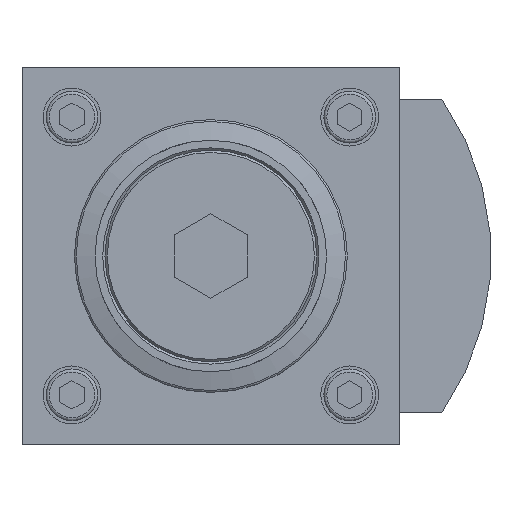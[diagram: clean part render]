
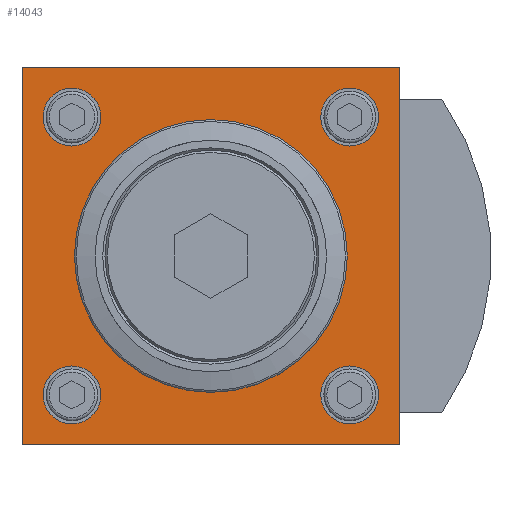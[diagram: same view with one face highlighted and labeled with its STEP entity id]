
A CAD part, front view. The second image highlights one B-rep face of the part: STEP entity #14043.
In plain terms, the highlighted planar face has unit normal (0, -1, 0).
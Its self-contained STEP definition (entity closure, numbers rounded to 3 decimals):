
#290=PLANE('',#14811);
#1083=LINE('',#19770,#2063);
#1086=LINE('',#19776,#2066);
#1089=LINE('',#19782,#2069);
#1092=LINE('',#19787,#2072);
#2063=VECTOR('',#16644,1000.);
#2066=VECTOR('',#16649,1000.);
#2069=VECTOR('',#16654,1000.);
#2072=VECTOR('',#16659,1000.);
#2616=CIRCLE('',#14812,4.75);
#2617=CIRCLE('',#14813,4.75);
#2618=CIRCLE('',#14814,4.75);
#2619=CIRCLE('',#14815,4.75);
#2620=CIRCLE('',#14816,22.4);
#3997=ORIENTED_EDGE('',*,*,#6265,.F.);
#3998=ORIENTED_EDGE('',*,*,#6266,.F.);
#3999=ORIENTED_EDGE('',*,*,#6267,.F.);
#4000=ORIENTED_EDGE('',*,*,#6268,.F.);
#4001=ORIENTED_EDGE('',*,*,#6269,.F.);
#4002=ORIENTED_EDGE('',*,*,#6255,.F.);
#4003=ORIENTED_EDGE('',*,*,#6264,.F.);
#4004=ORIENTED_EDGE('',*,*,#6261,.F.);
#4005=ORIENTED_EDGE('',*,*,#6258,.F.);
#6255=EDGE_CURVE('',#7425,#7426,#1083,.T.);
#6258=EDGE_CURVE('',#7426,#7428,#1086,.T.);
#6261=EDGE_CURVE('',#7428,#7430,#1089,.T.);
#6264=EDGE_CURVE('',#7430,#7425,#1092,.T.);
#6265=EDGE_CURVE('',#7431,#7431,#2616,.T.);
#6266=EDGE_CURVE('',#7432,#7432,#2617,.T.);
#6267=EDGE_CURVE('',#7433,#7433,#2618,.T.);
#6268=EDGE_CURVE('',#7434,#7434,#2619,.T.);
#6269=EDGE_CURVE('',#7435,#7435,#2620,.F.);
#7425=VERTEX_POINT('',#19769);
#7426=VERTEX_POINT('',#19771);
#7428=VERTEX_POINT('',#19777);
#7430=VERTEX_POINT('',#19783);
#7431=VERTEX_POINT('',#19790);
#7432=VERTEX_POINT('',#19792);
#7433=VERTEX_POINT('',#19794);
#7434=VERTEX_POINT('',#19796);
#7435=VERTEX_POINT('',#19798);
#8201=EDGE_LOOP('',(#3997));
#8202=EDGE_LOOP('',(#3998));
#8203=EDGE_LOOP('',(#3999));
#8204=EDGE_LOOP('',(#4000));
#8205=EDGE_LOOP('',(#4001));
#8206=EDGE_LOOP('',(#4002,#4003,#4004,#4005));
#8964=FACE_BOUND('',#8201,.T.);
#8965=FACE_BOUND('',#8202,.T.);
#8966=FACE_BOUND('',#8203,.T.);
#8967=FACE_BOUND('',#8204,.T.);
#8968=FACE_BOUND('',#8205,.T.);
#8969=FACE_BOUND('',#8206,.T.);
#14043=ADVANCED_FACE('',(#8964,#8965,#8966,#8967,#8968,#8969),#290,.F.);
#14811=AXIS2_PLACEMENT_3D('',#19788,#16660,#16661);
#14812=AXIS2_PLACEMENT_3D('',#19789,#16662,#16663);
#14813=AXIS2_PLACEMENT_3D('',#19791,#16664,#16665);
#14814=AXIS2_PLACEMENT_3D('',#19793,#16666,#16667);
#14815=AXIS2_PLACEMENT_3D('',#19795,#16668,#16669);
#14816=AXIS2_PLACEMENT_3D('',#19797,#16670,#16671);
#16644=DIRECTION('',(0.,0.,1.));
#16649=DIRECTION('',(1.,0.,0.));
#16654=DIRECTION('',(0.,0.,-1.));
#16659=DIRECTION('',(-1.,0.,0.));
#16660=DIRECTION('',(0.,1.,0.));
#16661=DIRECTION('',(0.,0.,1.));
#16662=DIRECTION('',(0.,-1.,0.));
#16663=DIRECTION('',(0.,0.,-1.));
#16664=DIRECTION('',(0.,-1.,0.));
#16665=DIRECTION('',(0.,0.,-1.));
#16666=DIRECTION('',(0.,-1.,0.));
#16667=DIRECTION('',(0.,0.,-1.));
#16668=DIRECTION('',(0.,-1.,0.));
#16669=DIRECTION('',(0.,0.,-1.));
#16670=DIRECTION('',(0.,1.,0.));
#16671=DIRECTION('',(0.,0.,1.));
#19769=CARTESIAN_POINT('',(-30.99,-58.5,-30.99));
#19770=CARTESIAN_POINT('',(-30.99,-58.5,-30.99));
#19771=CARTESIAN_POINT('',(-30.99,-58.5,30.99));
#19776=CARTESIAN_POINT('',(-30.99,-58.5,30.99));
#19777=CARTESIAN_POINT('',(30.99,-58.5,30.99));
#19782=CARTESIAN_POINT('',(30.99,-58.5,30.99));
#19783=CARTESIAN_POINT('',(30.99,-58.5,-30.99));
#19787=CARTESIAN_POINT('',(30.99,-58.5,-30.99));
#19788=CARTESIAN_POINT('',(0.,-58.5,0.));
#19789=CARTESIAN_POINT('',(-22.8,-58.5,22.8));
#19790=CARTESIAN_POINT('',(-22.8,-58.5,18.05));
#19791=CARTESIAN_POINT('',(22.8,-58.5,22.8));
#19792=CARTESIAN_POINT('',(22.8,-58.5,18.05));
#19793=CARTESIAN_POINT('',(-22.8,-58.5,-22.8));
#19794=CARTESIAN_POINT('',(-22.8,-58.5,-27.55));
#19795=CARTESIAN_POINT('',(22.8,-58.5,-22.8));
#19796=CARTESIAN_POINT('',(22.8,-58.5,-27.55));
#19797=CARTESIAN_POINT('',(0.,-58.5,0.));
#19798=CARTESIAN_POINT('',(0.,-58.5,22.4));
